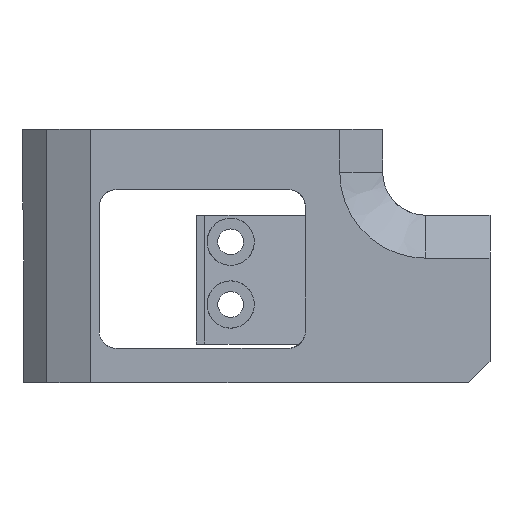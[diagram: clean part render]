
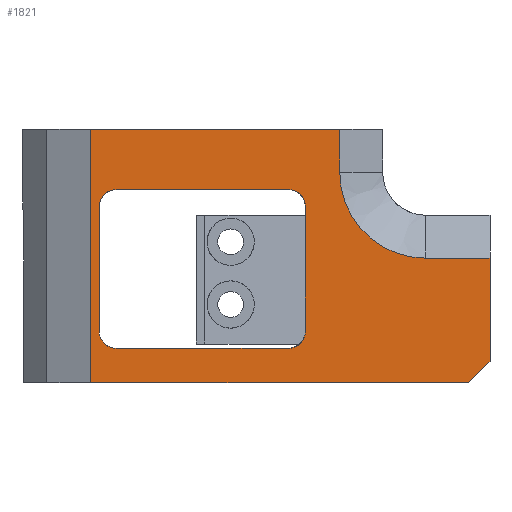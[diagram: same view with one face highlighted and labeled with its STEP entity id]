
A CAD part, front view. The second image highlights one B-rep face of the part: STEP entity #1821.
In plain terms, the highlighted planar face has unit normal (0, -1, 0).
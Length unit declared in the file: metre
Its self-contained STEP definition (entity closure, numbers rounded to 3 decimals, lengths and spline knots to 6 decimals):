
#53=LINE('',#2700,#211);
#77=LINE('',#2768,#235);
#78=LINE('',#2771,#236);
#79=LINE('',#2772,#237);
#80=LINE('',#2774,#238);
#81=LINE('',#2776,#239);
#82=LINE('',#2780,#240);
#83=LINE('',#2781,#241);
#84=LINE('',#2786,#242);
#85=LINE('',#2790,#243);
#86=LINE('',#2794,#244);
#211=VECTOR('',#2160,1.);
#235=VECTOR('',#2212,1.);
#236=VECTOR('',#2213,1.);
#237=VECTOR('',#2214,1.);
#238=VECTOR('',#2215,1.);
#239=VECTOR('',#2216,1.);
#240=VECTOR('',#2219,1.);
#241=VECTOR('',#2220,1.);
#242=VECTOR('',#2223,1.);
#243=VECTOR('',#2226,1.);
#244=VECTOR('',#2229,1.);
#367=PLANE('',#1958);
#476=ORIENTED_EDGE('',*,*,#1002,.F.);
#477=ORIENTED_EDGE('',*,*,#1003,.T.);
#478=ORIENTED_EDGE('',*,*,#968,.T.);
#479=ORIENTED_EDGE('',*,*,#1004,.T.);
#480=ORIENTED_EDGE('',*,*,#1005,.T.);
#481=ORIENTED_EDGE('',*,*,#1006,.T.);
#482=ORIENTED_EDGE('',*,*,#1007,.T.);
#483=ORIENTED_EDGE('',*,*,#1008,.T.);
#484=ORIENTED_EDGE('',*,*,#1009,.F.);
#485=ORIENTED_EDGE('',*,*,#1010,.T.);
#486=ORIENTED_EDGE('',*,*,#1011,.T.);
#487=ORIENTED_EDGE('',*,*,#1012,.T.);
#488=ORIENTED_EDGE('',*,*,#1013,.T.);
#489=ORIENTED_EDGE('',*,*,#1014,.T.);
#490=ORIENTED_EDGE('',*,*,#1015,.F.);
#491=ORIENTED_EDGE('',*,*,#1016,.T.);
#968=EDGE_CURVE('',#1233,#1234,#53,.T.);
#1002=EDGE_CURVE('',#1263,#1264,#77,.T.);
#1003=EDGE_CURVE('',#1263,#1233,#78,.T.);
#1004=EDGE_CURVE('',#1234,#1265,#79,.F.);
#1005=EDGE_CURVE('',#1265,#1266,#80,.T.);
#1006=EDGE_CURVE('',#1266,#1267,#81,.T.);
#1007=EDGE_CURVE('',#1267,#1268,#1418,.F.);
#1008=EDGE_CURVE('',#1268,#1264,#82,.T.);
#1009=EDGE_CURVE('',#1269,#1270,#83,.T.);
#1010=EDGE_CURVE('',#1269,#1271,#1419,.F.);
#1011=EDGE_CURVE('',#1271,#1272,#84,.T.);
#1012=EDGE_CURVE('',#1272,#1273,#1420,.F.);
#1013=EDGE_CURVE('',#1273,#1274,#85,.T.);
#1014=EDGE_CURVE('',#1274,#1275,#1421,.F.);
#1015=EDGE_CURVE('',#1276,#1275,#86,.T.);
#1016=EDGE_CURVE('',#1276,#1270,#1422,.F.);
#1233=VERTEX_POINT('',#2701);
#1234=VERTEX_POINT('',#2702);
#1263=VERTEX_POINT('',#2769);
#1264=VERTEX_POINT('',#2770);
#1265=VERTEX_POINT('',#2773);
#1266=VERTEX_POINT('',#2775);
#1267=VERTEX_POINT('',#2777);
#1268=VERTEX_POINT('',#2779);
#1269=VERTEX_POINT('',#2782);
#1270=VERTEX_POINT('',#2783);
#1271=VERTEX_POINT('',#2785);
#1272=VERTEX_POINT('',#2787);
#1273=VERTEX_POINT('',#2789);
#1274=VERTEX_POINT('',#2791);
#1275=VERTEX_POINT('',#2793);
#1276=VERTEX_POINT('',#2795);
#1418=CIRCLE('',#1959,0.01);
#1419=CIRCLE('',#1960,0.002);
#1420=CIRCLE('',#1961,0.002);
#1421=CIRCLE('',#1962,0.002);
#1422=CIRCLE('',#1963,0.002);
#1494=EDGE_LOOP('',(#476,#477,#478,#479,#480,#481,#482,#483));
#1495=EDGE_LOOP('',(#484,#485,#486,#487,#488,#489,#490,#491));
#1640=FACE_BOUND('',#1494,.T.);
#1641=FACE_BOUND('',#1495,.T.);
#1821=ADVANCED_FACE('',(#1640,#1641),#367,.T.);
#1958=AXIS2_PLACEMENT_3D('',#2767,#2210,#2211);
#1959=AXIS2_PLACEMENT_3D('',#2778,#2217,#2218);
#1960=AXIS2_PLACEMENT_3D('',#2784,#2221,#2222);
#1961=AXIS2_PLACEMENT_3D('',#2788,#2224,#2225);
#1962=AXIS2_PLACEMENT_3D('',#2792,#2227,#2228);
#1963=AXIS2_PLACEMENT_3D('',#2796,#2230,#2231);
#2160=DIRECTION('',(1.,0.,0.));
#2210=DIRECTION('',(0.,-1.,0.));
#2211=DIRECTION('',(1.,0.,0.));
#2212=DIRECTION('',(1.,0.,0.));
#2213=DIRECTION('',(0.,0.,-1.));
#2214=DIRECTION('',(-0.707,0.,-0.707));
#2215=DIRECTION('',(0.,0.,1.));
#2216=DIRECTION('',(-1.,0.,0.));
#2217=DIRECTION('',(0.,-1.,0.));
#2218=DIRECTION('',(0.,0.,-1.));
#2219=DIRECTION('',(0.,0.,1.));
#2220=DIRECTION('',(0.,0.,-1.));
#2221=DIRECTION('',(0.,-1.,0.));
#2222=DIRECTION('',(0.,0.,-1.));
#2223=DIRECTION('',(1.,0.,0.));
#2224=DIRECTION('',(0.,-1.,0.));
#2225=DIRECTION('',(0.,0.,-1.));
#2226=DIRECTION('',(0.,0.,-1.));
#2227=DIRECTION('',(0.,-1.,0.));
#2228=DIRECTION('',(0.,0.,-1.));
#2229=DIRECTION('',(1.,0.,0.));
#2230=DIRECTION('',(0.,-1.,0.));
#2231=DIRECTION('',(0.,0.,-1.));
#2700=CARTESIAN_POINT('',(-0.009602,-0.0214,-0.0005));
#2701=CARTESIAN_POINT('',(-0.042,-0.0214,-0.0005));
#2702=CARTESIAN_POINT('',(0.002,-0.0214,-0.0005));
#2767=CARTESIAN_POINT('',(0.00225,-0.0214,0.00925));
#2768=CARTESIAN_POINT('',(-0.009602,-0.0214,0.029));
#2769=CARTESIAN_POINT('',(-0.042,-0.0214,0.029));
#2770=CARTESIAN_POINT('',(-0.013,-0.0214,0.029));
#2771=CARTESIAN_POINT('',(-0.042,-0.0214,0.00925));
#2772=CARTESIAN_POINT('',(0.007,-0.0214,0.0045));
#2773=CARTESIAN_POINT('',(0.0045,-0.0214,0.002));
#2774=CARTESIAN_POINT('',(0.0045,-0.0214,0.00925));
#2775=CARTESIAN_POINT('',(0.0045,-0.0214,0.014));
#2776=CARTESIAN_POINT('',(-0.003,-0.0214,0.014));
#2777=CARTESIAN_POINT('',(-0.003,-0.0214,0.014));
#2778=CARTESIAN_POINT('',(-0.003,-0.0214,0.024));
#2779=CARTESIAN_POINT('',(-0.013,-0.0214,0.024));
#2780=CARTESIAN_POINT('',(-0.013,-0.0214,0.00925));
#2781=CARTESIAN_POINT('',(-0.041,-0.0214,0.00925));
#2782=CARTESIAN_POINT('',(-0.041,-0.0214,0.02));
#2783=CARTESIAN_POINT('',(-0.041,-0.0214,0.0055));
#2784=CARTESIAN_POINT('',(-0.039,-0.0214,0.02));
#2785=CARTESIAN_POINT('',(-0.039,-0.0214,0.022));
#2786=CARTESIAN_POINT('',(0.00225,-0.0214,0.022));
#2787=CARTESIAN_POINT('',(-0.019,-0.0214,0.022));
#2788=CARTESIAN_POINT('',(-0.019,-0.0214,0.02));
#2789=CARTESIAN_POINT('',(-0.017,-0.0214,0.02));
#2790=CARTESIAN_POINT('',(-0.017,-0.0214,0.00925));
#2791=CARTESIAN_POINT('',(-0.017,-0.0214,0.0055));
#2792=CARTESIAN_POINT('',(-0.019,-0.0214,0.0055));
#2793=CARTESIAN_POINT('',(-0.019,-0.0214,0.0035));
#2794=CARTESIAN_POINT('',(0.00225,-0.0214,0.0035));
#2795=CARTESIAN_POINT('',(-0.039,-0.0214,0.0035));
#2796=CARTESIAN_POINT('',(-0.039,-0.0214,0.0055));
